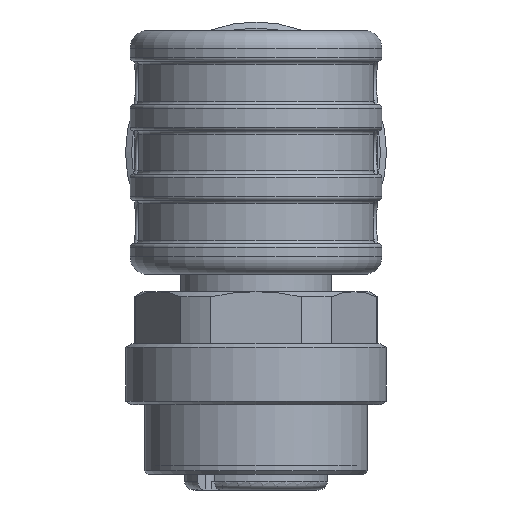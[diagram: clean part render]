
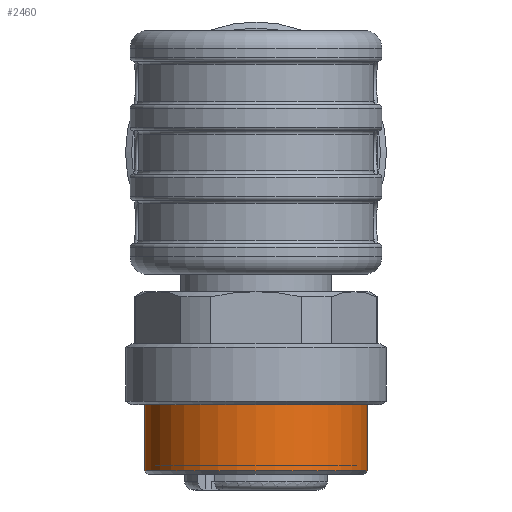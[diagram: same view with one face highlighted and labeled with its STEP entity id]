
A CAD part, left-side view. The second image highlights one B-rep face of the part: STEP entity #2460.
In plain terms, the highlighted cylindrical face has radius 6.4 mm (diameter 12.8 mm), a full revolution.
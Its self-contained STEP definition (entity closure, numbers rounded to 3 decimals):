
#1941=CYLINDRICAL_SURFACE('',#10230,6.4);
#2189=FACE_BOUND('',#3811,.T.);
#2190=FACE_BOUND('',#3812,.T.);
#2460=ADVANCED_FACE('',(#2189,#2190),#1941,.T.);
#3811=EDGE_LOOP('',(#4947));
#3812=EDGE_LOOP('',(#4948));
#4947=ORIENTED_EDGE('',*,*,#8366,.T.);
#4948=ORIENTED_EDGE('',*,*,#8367,.T.);
#7343=VERTEX_POINT('',#14980);
#7344=VERTEX_POINT('',#14982);
#8366=EDGE_CURVE('',#7343,#7343,#9589,.T.);
#8367=EDGE_CURVE('',#7344,#7344,#9590,.T.);
#9589=CIRCLE('',#10228,6.4);
#9590=CIRCLE('',#10229,6.4);
#10228=AXIS2_PLACEMENT_3D('',#14979,#11636,#11637);
#10229=AXIS2_PLACEMENT_3D('',#14981,#11638,#11639);
#10230=AXIS2_PLACEMENT_3D('',#14983,#11640,#11641);
#11636=DIRECTION('',(0.,0.,1.));
#11637=DIRECTION('',(0.866,0.5,0.));
#11638=DIRECTION('',(0.,0.,-1.));
#11639=DIRECTION('',(-0.5,0.866,0.));
#11640=DIRECTION('',(0.,0.,-1.));
#11641=DIRECTION('',(-0.5,0.866,0.));
#14979=CARTESIAN_POINT('',(60.,60.,-18.3));
#14980=CARTESIAN_POINT('',(65.543,63.2,-18.3));
#14981=CARTESIAN_POINT('',(60.,60.,-14.5));
#14982=CARTESIAN_POINT('',(56.8,65.543,-14.5));
#14983=CARTESIAN_POINT('',(60.,60.,-18.5));
